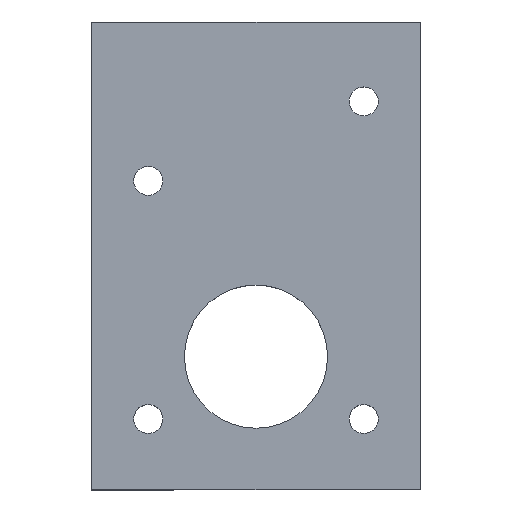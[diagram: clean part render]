
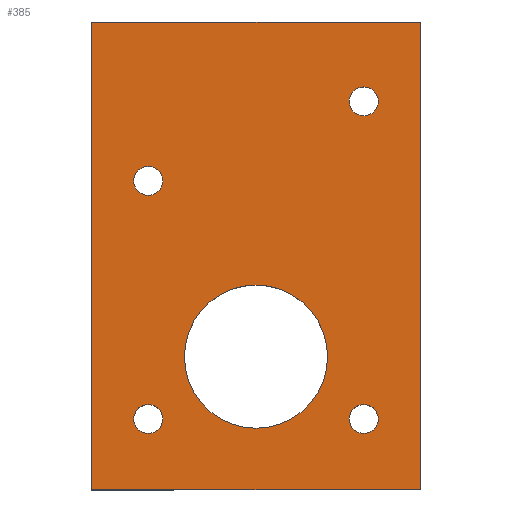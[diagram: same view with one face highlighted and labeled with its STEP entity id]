
A CAD part, top view. The second image highlights one B-rep face of the part: STEP entity #385.
In plain terms, the highlighted planar face has unit normal (0, 0, 1).
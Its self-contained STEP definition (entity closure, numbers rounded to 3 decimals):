
#5 = EDGE_CURVE ( 'NONE', #615, #566, #186, .T. ) ;
#7 = CARTESIAN_POINT ( 'NONE',  ( 0., -17.75, 5. ) ) ;
#10 = EDGE_CURVE ( 'NONE', #185, #560, #279, .T. ) ;
#11 = ORIENTED_EDGE ( 'NONE', *, *, #660, .F. ) ;
#14 = AXIS2_PLACEMENT_3D ( 'NONE', #624, #209, #205 ) ;
#19 = DIRECTION ( 'NONE',  ( 0., -1., 0. ) ) ;
#22 = ORIENTED_EDGE ( 'NONE', *, *, #849, .T. ) ;
#23 = EDGE_CURVE ( 'NONE', #687, #825, #498, .T. ) ;
#24 = CARTESIAN_POINT ( 'NONE',  ( -21.55, -28.75, 5. ) ) ;
#32 = FACE_BOUND ( 'NONE', #195, .T. ) ;
#33 = CARTESIAN_POINT ( 'NONE',  ( -16.45, 13.25, 5. ) ) ;
#35 = VERTEX_POINT ( 'NONE', #357 ) ;
#37 = AXIS2_PLACEMENT_3D ( 'NONE', #444, #716, #72 ) ;
#54 = AXIS2_PLACEMENT_3D ( 'NONE', #7, #245, #527 ) ;
#66 = VERTEX_POINT ( 'NONE', #33 ) ;
#72 = DIRECTION ( 'NONE',  ( 1., 0., 0. ) ) ;
#81 = VERTEX_POINT ( 'NONE', #889 ) ;
#83 = CARTESIAN_POINT ( 'NONE',  ( -29., 41.25, 5. ) ) ;
#89 = DIRECTION ( 'NONE',  ( -1., 0., 0. ) ) ;
#91 = FACE_BOUND ( 'NONE', #890, .T. ) ;
#93 = CIRCLE ( 'NONE', #302, 12.625 ) ;
#94 = CIRCLE ( 'NONE', #37, 2.55 ) ;
#95 = CARTESIAN_POINT ( 'NONE',  ( 16.45, 27.25, 5. ) ) ;
#96 = DIRECTION ( 'NONE',  ( 1., 0., 0. ) ) ;
#100 = CARTESIAN_POINT ( 'NONE',  ( -16.45, -28.75, 5. ) ) ;
#101 = FACE_BOUND ( 'NONE', #609, .T. ) ;
#130 = AXIS2_PLACEMENT_3D ( 'NONE', #743, #654, #317 ) ;
#143 = EDGE_CURVE ( 'NONE', #81, #607, #93, .T. ) ;
#150 = AXIS2_PLACEMENT_3D ( 'NONE', #427, #433, #701 ) ;
#153 = CARTESIAN_POINT ( 'NONE',  ( -19., 13.25, 5. ) ) ;
#160 = EDGE_CURVE ( 'NONE', #66, #546, #465, .T. ) ;
#162 = DIRECTION ( 'NONE',  ( 1., 0., 0. ) ) ;
#165 = PLANE ( 'NONE',  #589 ) ;
#171 = VECTOR ( 'NONE', #89, 1000. ) ;
#173 = LINE ( 'NONE', #735, #171 ) ;
#177 = DIRECTION ( 'NONE',  ( 1., 0., 0. ) ) ;
#182 = ORIENTED_EDGE ( 'NONE', *, *, #298, .F. ) ;
#185 = VERTEX_POINT ( 'NONE', #230 ) ;
#186 = CIRCLE ( 'NONE', #423, 2.55 ) ;
#195 = EDGE_LOOP ( 'NONE', ( #859, #182 ) ) ;
#205 = DIRECTION ( 'NONE',  ( 1., 0., 0. ) ) ;
#209 = DIRECTION ( 'NONE',  ( 0., 0., 1. ) ) ;
#222 = EDGE_LOOP ( 'NONE', ( #656, #416 ) ) ;
#224 = CIRCLE ( 'NONE', #908, 2.55 ) ;
#230 = CARTESIAN_POINT ( 'NONE',  ( 29., -41.25, 5. ) ) ;
#240 = FACE_OUTER_BOUND ( 'NONE', #721, .T. ) ;
#245 = DIRECTION ( 'NONE',  ( 0., 0., 1. ) ) ;
#248 = CARTESIAN_POINT ( 'NONE',  ( 0., 0., 5. ) ) ;
#270 = DIRECTION ( 'NONE',  ( 0., 0., 1. ) ) ;
#279 = LINE ( 'NONE', #561, #535 ) ;
#291 = CIRCLE ( 'NONE', #919, 2.55 ) ;
#298 = EDGE_CURVE ( 'NONE', #566, #615, #626, .T. ) ;
#302 = AXIS2_PLACEMENT_3D ( 'NONE', #333, #766, #162 ) ;
#309 = LINE ( 'NONE', #738, #571 ) ;
#312 = AXIS2_PLACEMENT_3D ( 'NONE', #153, #653, #177 ) ;
#317 = DIRECTION ( 'NONE',  ( 1., 0., 0. ) ) ;
#333 = CARTESIAN_POINT ( 'NONE',  ( 0., -17.75, 5. ) ) ;
#357 = CARTESIAN_POINT ( 'NONE',  ( -29., -41.25, 5. ) ) ;
#385 = ADVANCED_FACE ( 'NONE', ( #736, #32, #240, #101, #820, #91 ), #165, .T. ) ;
#415 = CARTESIAN_POINT ( 'NONE',  ( 19., -28.75, 5. ) ) ;
#416 = ORIENTED_EDGE ( 'NONE', *, *, #160, .F. ) ;
#420 = CARTESIAN_POINT ( 'NONE',  ( -19., -28.75, 5. ) ) ;
#421 = CARTESIAN_POINT ( 'NONE',  ( 21.55, -28.75, 5. ) ) ;
#423 = AXIS2_PLACEMENT_3D ( 'NONE', #415, #270, #489 ) ;
#427 = CARTESIAN_POINT ( 'NONE',  ( 19., 27.25, 5. ) ) ;
#433 = DIRECTION ( 'NONE',  ( 0., 0., 1. ) ) ;
#440 = ORIENTED_EDGE ( 'NONE', *, *, #920, .F. ) ;
#443 = CIRCLE ( 'NONE', #130, 2.55 ) ;
#444 = CARTESIAN_POINT ( 'NONE',  ( 19., 27.25, 5. ) ) ;
#457 = LINE ( 'NONE', #83, #664 ) ;
#464 = DIRECTION ( 'NONE',  ( 1., 0., 0. ) ) ;
#465 = CIRCLE ( 'NONE', #312, 2.55 ) ;
#487 = CARTESIAN_POINT ( 'NONE',  ( -21.55, 13.25, 5. ) ) ;
#489 = DIRECTION ( 'NONE',  ( 1., 0., 0. ) ) ;
#498 = CIRCLE ( 'NONE', #150, 2.55 ) ;
#527 = DIRECTION ( 'NONE',  ( 1., 0., 0. ) ) ;
#534 = ORIENTED_EDGE ( 'NONE', *, *, #10, .T. ) ;
#535 = VECTOR ( 'NONE', #845, 1000. ) ;
#540 = CIRCLE ( 'NONE', #54, 12.625 ) ;
#546 = VERTEX_POINT ( 'NONE', #487 ) ;
#560 = VERTEX_POINT ( 'NONE', #906 ) ;
#561 = CARTESIAN_POINT ( 'NONE',  ( 29., -41.25, 5. ) ) ;
#566 = VERTEX_POINT ( 'NONE', #421 ) ;
#571 = VECTOR ( 'NONE', #464, 1000. ) ;
#574 = DIRECTION ( 'NONE',  ( 0., 0., 1. ) ) ;
#575 = CARTESIAN_POINT ( 'NONE',  ( 12.625, -17.75, 5. ) ) ;
#584 = DIRECTION ( 'NONE',  ( 1., 0., 0. ) ) ;
#589 = AXIS2_PLACEMENT_3D ( 'NONE', #248, #739, #96 ) ;
#607 = VERTEX_POINT ( 'NONE', #575 ) ;
#609 = EDGE_LOOP ( 'NONE', ( #672, #903 ) ) ;
#615 = VERTEX_POINT ( 'NONE', #927 ) ;
#624 = CARTESIAN_POINT ( 'NONE',  ( 19., -28.75, 5. ) ) ;
#626 = CIRCLE ( 'NONE', #14, 2.55 ) ;
#644 = VERTEX_POINT ( 'NONE', #925 ) ;
#653 = DIRECTION ( 'NONE',  ( 0., 0., 1. ) ) ;
#654 = DIRECTION ( 'NONE',  ( 0., 0., 1. ) ) ;
#656 = ORIENTED_EDGE ( 'NONE', *, *, #799, .F. ) ;
#660 = EDGE_CURVE ( 'NONE', #822, #802, #291, .T. ) ;
#664 = VECTOR ( 'NONE', #19, 1000. ) ;
#672 = ORIENTED_EDGE ( 'NONE', *, *, #143, .F. ) ;
#682 = ORIENTED_EDGE ( 'NONE', *, *, #787, .T. ) ;
#687 = VERTEX_POINT ( 'NONE', #783 ) ;
#698 = ORIENTED_EDGE ( 'NONE', *, *, #755, .F. ) ;
#701 = DIRECTION ( 'NONE',  ( 1., 0., 0. ) ) ;
#716 = DIRECTION ( 'NONE',  ( 0., 0., 1. ) ) ;
#721 = EDGE_LOOP ( 'NONE', ( #682, #534, #833, #22 ) ) ;
#735 = CARTESIAN_POINT ( 'NONE',  ( -29., 41.25, 5. ) ) ;
#736 = FACE_BOUND ( 'NONE', #222, .T. ) ;
#738 = CARTESIAN_POINT ( 'NONE',  ( -29., -41.25, 5. ) ) ;
#739 = DIRECTION ( 'NONE',  ( 0., 0., 1. ) ) ;
#743 = CARTESIAN_POINT ( 'NONE',  ( -19., 13.25, 5. ) ) ;
#754 = DIRECTION ( 'NONE',  ( 0., 0., 1. ) ) ;
#755 = EDGE_CURVE ( 'NONE', #825, #687, #94, .T. ) ;
#766 = DIRECTION ( 'NONE',  ( 0., 0., 1. ) ) ;
#778 = EDGE_CURVE ( 'NONE', #607, #81, #540, .T. ) ;
#783 = CARTESIAN_POINT ( 'NONE',  ( 21.55, 27.25, 5. ) ) ;
#787 = EDGE_CURVE ( 'NONE', #35, #185, #309, .T. ) ;
#799 = EDGE_CURVE ( 'NONE', #546, #66, #443, .T. ) ;
#802 = VERTEX_POINT ( 'NONE', #24 ) ;
#820 = FACE_BOUND ( 'NONE', #858, .T. ) ;
#822 = VERTEX_POINT ( 'NONE', #100 ) ;
#825 = VERTEX_POINT ( 'NONE', #95 ) ;
#833 = ORIENTED_EDGE ( 'NONE', *, *, #891, .T. ) ;
#845 = DIRECTION ( 'NONE',  ( 0., 1., 0. ) ) ;
#846 = CARTESIAN_POINT ( 'NONE',  ( -19., -28.75, 5. ) ) ;
#849 = EDGE_CURVE ( 'NONE', #644, #35, #457, .T. ) ;
#858 = EDGE_LOOP ( 'NONE', ( #698, #902 ) ) ;
#859 = ORIENTED_EDGE ( 'NONE', *, *, #5, .F. ) ;
#889 = CARTESIAN_POINT ( 'NONE',  ( -12.625, -17.75, 5. ) ) ;
#890 = EDGE_LOOP ( 'NONE', ( #440, #11 ) ) ;
#891 = EDGE_CURVE ( 'NONE', #560, #644, #173, .T. ) ;
#894 = DIRECTION ( 'NONE',  ( 1., 0., 0. ) ) ;
#902 = ORIENTED_EDGE ( 'NONE', *, *, #23, .F. ) ;
#903 = ORIENTED_EDGE ( 'NONE', *, *, #778, .F. ) ;
#906 = CARTESIAN_POINT ( 'NONE',  ( 29., 41.25, 5. ) ) ;
#908 = AXIS2_PLACEMENT_3D ( 'NONE', #420, #754, #894 ) ;
#919 = AXIS2_PLACEMENT_3D ( 'NONE', #846, #574, #584 ) ;
#920 = EDGE_CURVE ( 'NONE', #802, #822, #224, .T. ) ;
#925 = CARTESIAN_POINT ( 'NONE',  ( -29., 41.25, 5. ) ) ;
#927 = CARTESIAN_POINT ( 'NONE',  ( 16.45, -28.75, 5. ) ) ;
